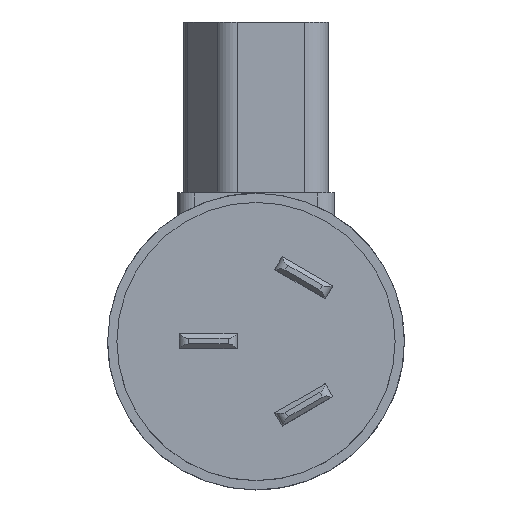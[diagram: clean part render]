
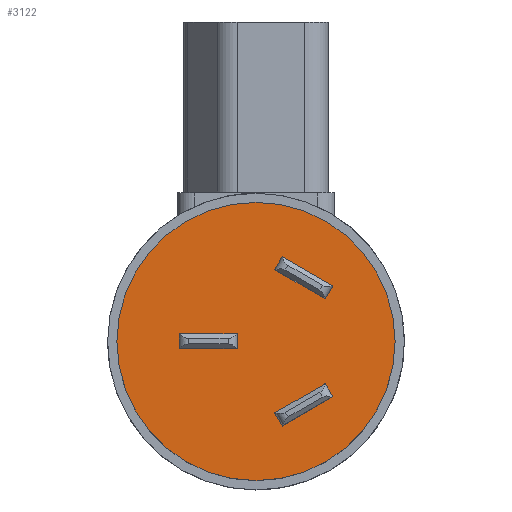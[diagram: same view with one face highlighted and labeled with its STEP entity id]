
A CAD part, top view. The second image highlights one B-rep face of the part: STEP entity #3122.
In plain terms, the highlighted planar face has unit normal (0, 0, 1).
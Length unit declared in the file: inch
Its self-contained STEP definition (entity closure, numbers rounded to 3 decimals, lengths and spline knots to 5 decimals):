
#30 = EDGE_CURVE ( 'NONE', #3897, #1351, #5320, .T. ) ;
#129 = ORIENTED_EDGE ( 'NONE', *, *, #1998, .F. ) ;
#173 = FACE_BOUND ( 'NONE', #4192, .T. ) ;
#185 = ORIENTED_EDGE ( 'NONE', *, *, #4289, .F. ) ;
#214 = EDGE_LOOP ( 'NONE', ( #970, #436 ) ) ;
#224 = EDGE_CURVE ( 'NONE', #631, #3670, #4084, .T. ) ;
#325 = LINE ( 'NONE', #1631, #2286 ) ;
#347 = LINE ( 'NONE', #2506, #2473 ) ;
#364 = CARTESIAN_POINT ( 'NONE',  ( -0.1804, -0.29441, 0. ) ) ;
#436 = ORIENTED_EDGE ( 'NONE', *, *, #4260, .T. ) ;
#467 = LINE ( 'NONE', #3470, #2288 ) ;
#565 = DIRECTION ( 'NONE',  ( -0.866, -0.5, 0. ) ) ;
#604 = FACE_OUTER_BOUND ( 'NONE', #214, .T. ) ;
#613 = VERTEX_POINT ( 'NONE', #2316 ) ;
#617 = CIRCLE ( 'NONE', #4059, 0.59055 ) ;
#631 = VERTEX_POINT ( 'NONE', #1863 ) ;
#641 = VECTOR ( 'NONE', #565, 39.37008 ) ;
#643 = VECTOR ( 'NONE', #3994, 39.37008 ) ;
#722 = LINE ( 'NONE', #1068, #1559 ) ;
#798 = CARTESIAN_POINT ( 'NONE',  ( 0.35897, -0.1111, 0. ) ) ;
#802 = VERTEX_POINT ( 'NONE', #4592 ) ;
#826 = DIRECTION ( 'NONE',  ( 0., 1., 0. ) ) ;
#835 = DIRECTION ( 'NONE',  ( 0.866, -0.5, 0. ) ) ;
#911 = CARTESIAN_POINT ( 'NONE',  ( -0.35897, -0.1111, 0. ) ) ;
#924 = DIRECTION ( 'NONE',  ( 0., 0., -1. ) ) ;
#970 = ORIENTED_EDGE ( 'NONE', *, *, #1681, .T. ) ;
#974 = CARTESIAN_POINT ( 'NONE',  ( 0., 0., 0. ) ) ;
#1068 = CARTESIAN_POINT ( 'NONE',  ( 0.1804, -0.29441, 0. ) ) ;
#1294 = CARTESIAN_POINT ( 'NONE',  ( -0.0315, 0.07874, 0. ) ) ;
#1337 = ORIENTED_EDGE ( 'NONE', *, *, #4747, .F. ) ;
#1351 = VERTEX_POINT ( 'NONE', #798 ) ;
#1452 = CARTESIAN_POINT ( 'NONE',  ( -0.35897, -0.1111, 0. ) ) ;
#1471 = VECTOR ( 'NONE', #835, 39.37008 ) ;
#1559 = VECTOR ( 'NONE', #5013, 39.37008 ) ;
#1625 = VECTOR ( 'NONE', #4261, 39.37008 ) ;
#1631 = CARTESIAN_POINT ( 'NONE',  ( -0.23495, -0.3259, 0. ) ) ;
#1681 = EDGE_CURVE ( 'NONE', #802, #3026, #617, .T. ) ;
#1717 = DIRECTION ( 'NONE',  ( 0.866, 0.5, 0. ) ) ;
#1719 = LINE ( 'NONE', #4303, #4071 ) ;
#1753 = DIRECTION ( 'NONE',  ( 0., -1., 0. ) ) ;
#1833 = AXIS2_PLACEMENT_3D ( 'NONE', #974, #924, #4838 ) ;
#1851 = DIRECTION ( 'NONE',  ( 0.5, 0.866, 0. ) ) ;
#1863 = CARTESIAN_POINT ( 'NONE',  ( 0.0315, 0.32677, 0. ) ) ;
#1932 = CARTESIAN_POINT ( 'NONE',  ( -0.0315, 0.32677, 0. ) ) ;
#1975 = CARTESIAN_POINT ( 'NONE',  ( 0.23495, -0.3259, 0. ) ) ;
#1998 = EDGE_CURVE ( 'NONE', #3718, #3072, #3177, .T. ) ;
#2022 = DIRECTION ( 'NONE',  ( 1., 0., 0. ) ) ;
#2054 = ORIENTED_EDGE ( 'NONE', *, *, #2934, .F. ) ;
#2114 = VECTOR ( 'NONE', #3906, 39.37008 ) ;
#2229 = VERTEX_POINT ( 'NONE', #4085 ) ;
#2286 = VECTOR ( 'NONE', #2938, 39.37008 ) ;
#2288 = VECTOR ( 'NONE', #1717, 39.37008 ) ;
#2316 = CARTESIAN_POINT ( 'NONE',  ( 0.0315, 0.07874, 0. ) ) ;
#2375 = ORIENTED_EDGE ( 'NONE', *, *, #30, .F. ) ;
#2424 = EDGE_LOOP ( 'NONE', ( #3740, #5352, #3170, #2375 ) ) ;
#2473 = VECTOR ( 'NONE', #826, 39.37008 ) ;
#2506 = CARTESIAN_POINT ( 'NONE',  ( 0.0315, 0.32677, 0. ) ) ;
#2756 = CARTESIAN_POINT ( 'NONE',  ( -0.23495, -0.3259, 0. ) ) ;
#2764 = FACE_BOUND ( 'NONE', #2424, .T. ) ;
#2768 = VERTEX_POINT ( 'NONE', #3674 ) ;
#2823 = VECTOR ( 'NONE', #1851, 39.37008 ) ;
#2842 = DIRECTION ( 'NONE',  ( 1., 0., 0. ) ) ;
#2934 = EDGE_CURVE ( 'NONE', #3423, #3318, #467, .T. ) ;
#2938 = DIRECTION ( 'NONE',  ( 0.5, -0.866, 0. ) ) ;
#2952 = CARTESIAN_POINT ( 'NONE',  ( -0.0315, 0.07874, 0. ) ) ;
#2963 = LINE ( 'NONE', #5605, #1471 ) ;
#3026 = VERTEX_POINT ( 'NONE', #4329 ) ;
#3072 = VERTEX_POINT ( 'NONE', #1452 ) ;
#3122 = ADVANCED_FACE ( 'NONE', ( #2764, #604, #173, #4867 ), #4441, .F. ) ;
#3170 = ORIENTED_EDGE ( 'NONE', *, *, #4039, .F. ) ;
#3177 = LINE ( 'NONE', #911, #641 ) ;
#3318 = VERTEX_POINT ( 'NONE', #4295 ) ;
#3407 = ORIENTED_EDGE ( 'NONE', *, *, #224, .F. ) ;
#3423 = VERTEX_POINT ( 'NONE', #2756 ) ;
#3470 = CARTESIAN_POINT ( 'NONE',  ( -0.23495, -0.3259, 0. ) ) ;
#3626 = EDGE_LOOP ( 'NONE', ( #4130, #3407, #4107, #185 ) ) ;
#3670 = VERTEX_POINT ( 'NONE', #1932 ) ;
#3674 = CARTESIAN_POINT ( 'NONE',  ( 0.30442, -0.07961, 0. ) ) ;
#3685 = DIRECTION ( 'NONE',  ( 0., 0., 1. ) ) ;
#3718 = VERTEX_POINT ( 'NONE', #5598 ) ;
#3740 = ORIENTED_EDGE ( 'NONE', *, *, #5078, .F. ) ;
#3803 = CIRCLE ( 'NONE', #4800, 0.59055 ) ;
#3897 = VERTEX_POINT ( 'NONE', #1975 ) ;
#3906 = DIRECTION ( 'NONE',  ( -0.5, 0.866, 0. ) ) ;
#3994 = DIRECTION ( 'NONE',  ( -1., 0., 0. ) ) ;
#4005 = CARTESIAN_POINT ( 'NONE',  ( 0.23495, -0.3259, 0. ) ) ;
#4039 = EDGE_CURVE ( 'NONE', #1351, #2768, #1719, .T. ) ;
#4056 = CARTESIAN_POINT ( 'NONE',  ( -0.0315, 0.32677, 0. ) ) ;
#4059 = AXIS2_PLACEMENT_3D ( 'NONE', #4553, #5429, #2022 ) ;
#4071 = VECTOR ( 'NONE', #4700, 39.37008 ) ;
#4084 = LINE ( 'NONE', #4056, #643 ) ;
#4085 = CARTESIAN_POINT ( 'NONE',  ( 0.1804, -0.29441, 0. ) ) ;
#4107 = ORIENTED_EDGE ( 'NONE', *, *, #5606, .F. ) ;
#4130 = ORIENTED_EDGE ( 'NONE', *, *, #4672, .F. ) ;
#4192 = EDGE_LOOP ( 'NONE', ( #2054, #5593, #129, #1337 ) ) ;
#4260 = EDGE_CURVE ( 'NONE', #3026, #802, #3803, .T. ) ;
#4261 = DIRECTION ( 'NONE',  ( 1., 0., 0. ) ) ;
#4289 = EDGE_CURVE ( 'NONE', #4761, #613, #5626, .T. ) ;
#4295 = CARTESIAN_POINT ( 'NONE',  ( -0.1804, -0.29441, 0. ) ) ;
#4303 = CARTESIAN_POINT ( 'NONE',  ( 0.30442, -0.07961, 0. ) ) ;
#4329 = CARTESIAN_POINT ( 'NONE',  ( -0.59055, 0., 0. ) ) ;
#4441 = PLANE ( 'NONE',  #1833 ) ;
#4553 = CARTESIAN_POINT ( 'NONE',  ( 0., 0., 0. ) ) ;
#4564 = VECTOR ( 'NONE', #1753, 39.37008 ) ;
#4592 = CARTESIAN_POINT ( 'NONE',  ( 0.59055, 0., 0. ) ) ;
#4672 = EDGE_CURVE ( 'NONE', #3670, #4761, #5616, .T. ) ;
#4700 = DIRECTION ( 'NONE',  ( -0.866, 0.5, 0. ) ) ;
#4736 = CARTESIAN_POINT ( 'NONE',  ( -0.0315, 0.32677, 0. ) ) ;
#4747 = EDGE_CURVE ( 'NONE', #3318, #3718, #5191, .T. ) ;
#4761 = VERTEX_POINT ( 'NONE', #1294 ) ;
#4800 = AXIS2_PLACEMENT_3D ( 'NONE', #5540, #3685, #2842 ) ;
#4838 = DIRECTION ( 'NONE',  ( -1., 0., 0. ) ) ;
#4867 = FACE_BOUND ( 'NONE', #3626, .T. ) ;
#4953 = EDGE_CURVE ( 'NONE', #2768, #2229, #722, .T. ) ;
#5013 = DIRECTION ( 'NONE',  ( -0.5, -0.866, 0. ) ) ;
#5078 = EDGE_CURVE ( 'NONE', #2229, #3897, #2963, .T. ) ;
#5150 = EDGE_CURVE ( 'NONE', #3072, #3423, #325, .T. ) ;
#5191 = LINE ( 'NONE', #364, #2114 ) ;
#5320 = LINE ( 'NONE', #4005, #2823 ) ;
#5352 = ORIENTED_EDGE ( 'NONE', *, *, #4953, .F. ) ;
#5429 = DIRECTION ( 'NONE',  ( 0., 0., 1. ) ) ;
#5540 = CARTESIAN_POINT ( 'NONE',  ( 0., 0., 0. ) ) ;
#5593 = ORIENTED_EDGE ( 'NONE', *, *, #5150, .F. ) ;
#5598 = CARTESIAN_POINT ( 'NONE',  ( -0.30442, -0.07961, 0. ) ) ;
#5605 = CARTESIAN_POINT ( 'NONE',  ( 0.1804, -0.29441, 0. ) ) ;
#5606 = EDGE_CURVE ( 'NONE', #613, #631, #347, .T. ) ;
#5616 = LINE ( 'NONE', #4736, #4564 ) ;
#5626 = LINE ( 'NONE', #2952, #1625 ) ;
